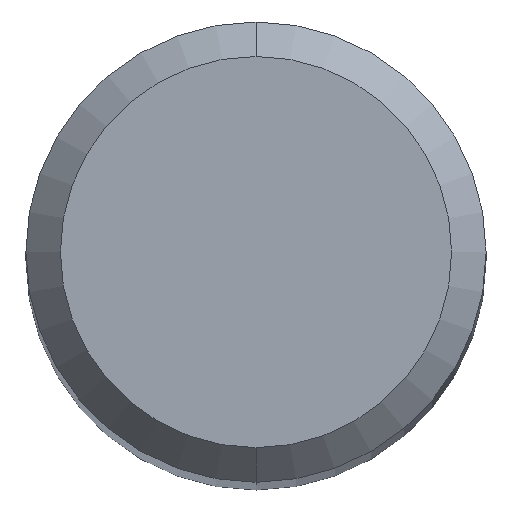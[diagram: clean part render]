
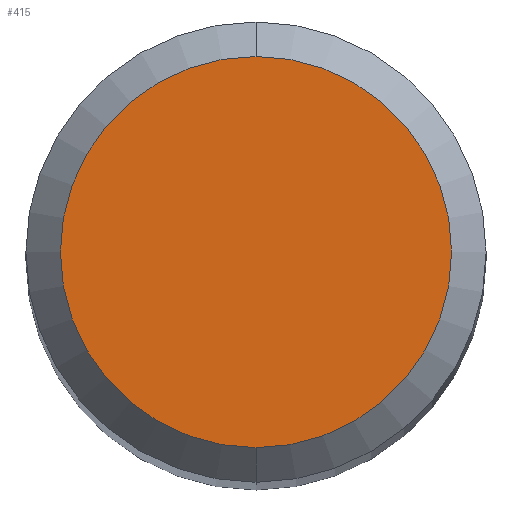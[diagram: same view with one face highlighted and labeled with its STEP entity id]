
A CAD part, top view. The second image highlights one B-rep face of the part: STEP entity #415.
In plain terms, the highlighted planar face has unit normal (0, 0, 1).
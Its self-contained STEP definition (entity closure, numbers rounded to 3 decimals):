
#415=ADVANCED_FACE('',(#1195),#1196,.T.);
#445=VERTEX_POINT('',#1229);
#517=EDGE_CURVE('',#445,#991,#1309,.T.);
#729=EDGE_CURVE('',#991,#445,#1536,.T.);
#991=VERTEX_POINT('',#1824);
#1195=FACE_OUTER_BOUND('',#2034,.T.);
#1196=PLANE('',#2035);
#1229=CARTESIAN_POINT('',(0.,-1.7,0.0));
#1309=CIRCLE('',#2276,1.7);
#1536=CIRCLE('',#3266,1.7);
#1824=CARTESIAN_POINT('',(0.0,1.7,0.0));
#2034=EDGE_LOOP('',(#5156,#5157));
#2035=AXIS2_PLACEMENT_3D('',#5158,#5159,#5160);
#2276=AXIS2_PLACEMENT_3D('',#5308,#5309,#5310);
#3266=AXIS2_PLACEMENT_3D('',#5551,#5552,#5553);
#5156=ORIENTED_EDGE('',*,*,#729,.F.);
#5157=ORIENTED_EDGE('',*,*,#517,.F.);
#5158=CARTESIAN_POINT('',(0.0,0.85,0.0));
#5159=DIRECTION('',(-0.0,0.0,1.0));
#5160=DIRECTION('',(0.0,-1.0,0.0));
#5308=CARTESIAN_POINT('',(0.0,0.0,0.0));
#5309=DIRECTION('',(0.0,0.0,-1.0));
#5310=DIRECTION('',(0.0,1.0,0.0));
#5551=CARTESIAN_POINT('',(0.0,0.0,0.0));
#5552=DIRECTION('',(0.0,0.0,-1.0));
#5553=DIRECTION('',(0.0,1.0,0.0));
